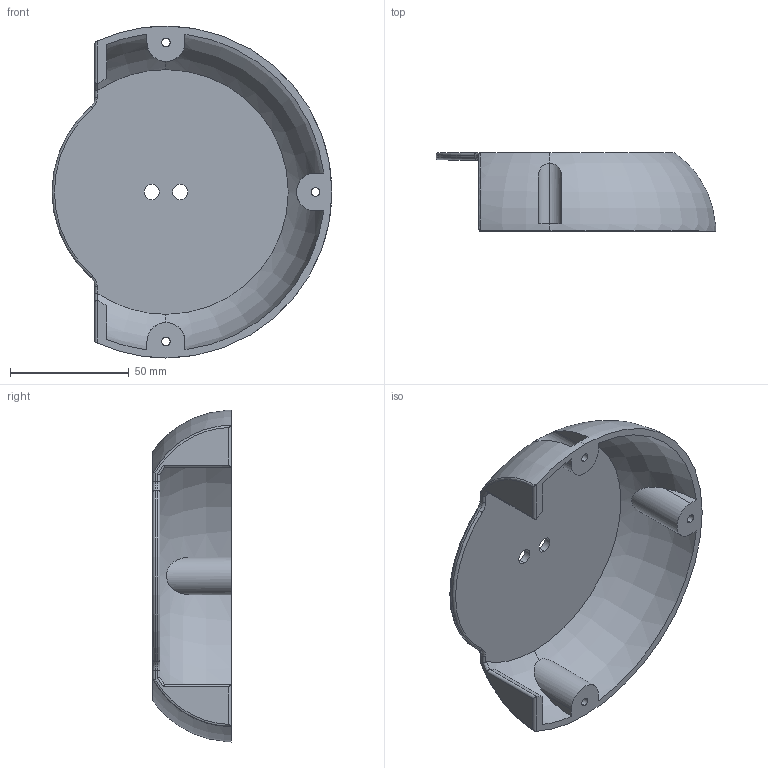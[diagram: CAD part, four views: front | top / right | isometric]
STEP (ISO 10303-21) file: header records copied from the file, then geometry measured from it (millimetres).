
FILE_DESCRIPTION (( 'STEP AP203' ), '1' );
FILE_NAME ('WHEEL COVER REV 0.STEP', '2023-02-26T21:55:05', ( '' ), ( '' ), 'SwSTEP 2.0', 'SolidWorks 2020', '' );
FILE_SCHEMA (( 'CONFIG_CONTROL_DESIGN' ));
Length unit declared in the file: millimetre
Products named in the file (1): WHEEL COVER REV 0
Bounding box: 117.94 x 33 x 139.88 mm (x, y, z)
Volume: 59023.9 mm3; surface area: 40165.5 mm2
Topology: 1 solids, 1 shells, 70 faces, 190 edges, 123 vertices
Faces by surface type: cylinder 32, plane 22, torus 12, bspline 4
Entity records: 2988 total; most frequent: CARTESIAN_POINT 1171, ORIENTED_EDGE 380, DIRECTION 351, EDGE_CURVE 190, AXIS2_PLACEMENT_3D 145, VERTEX_POINT 123, EDGE_LOOP 81, CIRCLE 78
